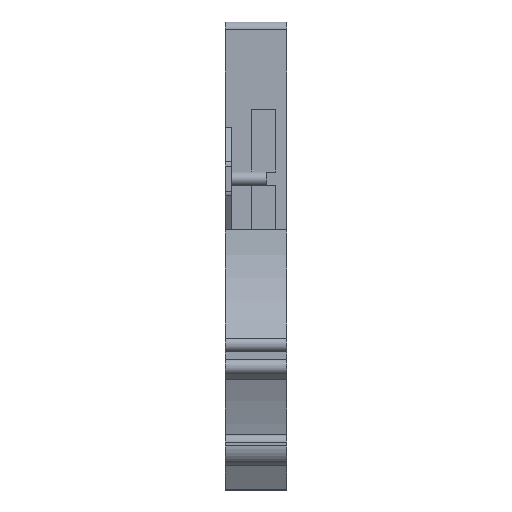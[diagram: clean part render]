
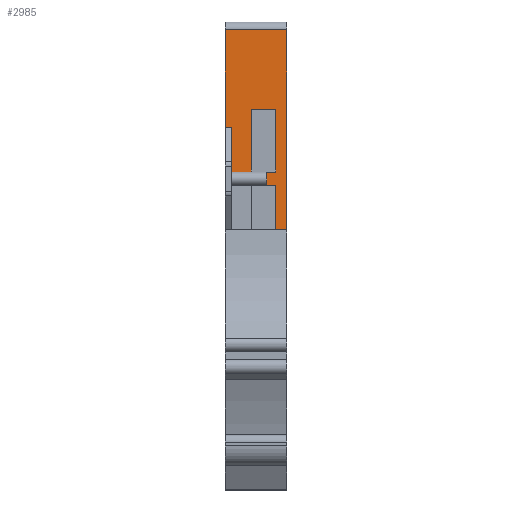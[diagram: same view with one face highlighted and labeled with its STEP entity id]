
A CAD part, front view. The second image highlights one B-rep face of the part: STEP entity #2985.
In plain terms, the highlighted planar face has unit normal (0, -1, 0).
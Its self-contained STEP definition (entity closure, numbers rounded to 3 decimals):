
#2893=AXIS2_PLACEMENT_3D('Plane Axis2P3D',#2890,#2891,#2892) ;
#541=CARTESIAN_POINT('Vertex',(0.,9.5,35.82)) ;
#544=CARTESIAN_POINT('Line Origine',(0.,9.5,40.66)) ;
#548=CARTESIAN_POINT('Vertex',(0.,9.5,45.5)) ;
#2121=CARTESIAN_POINT('Vertex',(6.1,9.5,45.5)) ;
#2124=CARTESIAN_POINT('Line Origine',(6.1,9.5,40.66)) ;
#2128=CARTESIAN_POINT('Vertex',(6.1,9.5,35.82)) ;
#2131=CARTESIAN_POINT('Line Origine',(6.1,9.5,30.76)) ;
#2135=CARTESIAN_POINT('Vertex',(6.1,9.5,25.701)) ;
#2871=CARTESIAN_POINT('Line Origine',(0.31,9.5,35.82)) ;
#2875=CARTESIAN_POINT('Vertex',(0.62,9.5,35.82)) ;
#2890=CARTESIAN_POINT('Axis2P3D Location',(0.,9.5,35.82)) ;
#2895=CARTESIAN_POINT('Line Origine',(5.55,9.5,25.701)) ;
#2899=CARTESIAN_POINT('Vertex',(5.,9.5,25.701)) ;
#2902=CARTESIAN_POINT('Line Origine',(3.05,9.5,45.5)) ;
#2907=CARTESIAN_POINT('Line Origine',(0.62,9.5,33.623)) ;
#2911=CARTESIAN_POINT('Vertex',(0.62,9.5,31.425)) ;
#2914=CARTESIAN_POINT('Line Origine',(1.61,9.5,31.425)) ;
#2918=CARTESIAN_POINT('Vertex',(2.6,9.5,31.425)) ;
#2921=CARTESIAN_POINT('Line Origine',(2.6,9.5,34.525)) ;
#2925=CARTESIAN_POINT('Vertex',(2.6,9.5,37.625)) ;
#2928=CARTESIAN_POINT('Line Origine',(3.8,9.5,37.625)) ;
#2932=CARTESIAN_POINT('Vertex',(5.,9.5,37.625)) ;
#2935=CARTESIAN_POINT('Line Origine',(5.,9.5,34.525)) ;
#2939=CARTESIAN_POINT('Vertex',(5.,9.5,31.425)) ;
#2942=CARTESIAN_POINT('Line Origine',(4.55,9.5,31.425)) ;
#2946=CARTESIAN_POINT('Vertex',(4.1,9.5,31.425)) ;
#2949=CARTESIAN_POINT('Line Origine',(4.1,9.5,30.75)) ;
#2953=CARTESIAN_POINT('Vertex',(4.1,9.5,30.075)) ;
#2956=CARTESIAN_POINT('Line Origine',(4.55,9.5,30.075)) ;
#2960=CARTESIAN_POINT('Vertex',(5.,9.5,30.075)) ;
#2963=CARTESIAN_POINT('Line Origine',(5.,9.5,27.888)) ;
#545=DIRECTION('Vector Direction',(0.,0.,1.)) ;
#2125=DIRECTION('Vector Direction',(0.,0.,1.)) ;
#2132=DIRECTION('Vector Direction',(0.,0.,1.)) ;
#2872=DIRECTION('Vector Direction',(-1.,0.,0.)) ;
#2891=DIRECTION('Axis2P3D Direction',(0.,-1.,0.)) ;
#2892=DIRECTION('Axis2P3D XDirection',(0.,0.,1.)) ;
#2896=DIRECTION('Vector Direction',(1.,0.,0.)) ;
#2903=DIRECTION('Vector Direction',(-1.,0.,0.)) ;
#2908=DIRECTION('Vector Direction',(0.,0.,1.)) ;
#2915=DIRECTION('Vector Direction',(-1.,0.,0.)) ;
#2922=DIRECTION('Vector Direction',(0.,0.,1.)) ;
#2929=DIRECTION('Vector Direction',(1.,0.,0.)) ;
#2936=DIRECTION('Vector Direction',(0.,0.,-1.)) ;
#2943=DIRECTION('Vector Direction',(-1.,0.,0.)) ;
#2950=DIRECTION('Vector Direction',(0.,0.,-1.)) ;
#2957=DIRECTION('Vector Direction',(-1.,0.,0.)) ;
#2964=DIRECTION('Vector Direction',(0.,0.,1.)) ;
#546=VECTOR('Line Direction',#545,1.) ;
#2126=VECTOR('Line Direction',#2125,1.) ;
#2133=VECTOR('Line Direction',#2132,1.) ;
#2873=VECTOR('Line Direction',#2872,1.) ;
#2897=VECTOR('Line Direction',#2896,1.) ;
#2904=VECTOR('Line Direction',#2903,1.) ;
#2909=VECTOR('Line Direction',#2908,1.) ;
#2916=VECTOR('Line Direction',#2915,1.) ;
#2923=VECTOR('Line Direction',#2922,1.) ;
#2930=VECTOR('Line Direction',#2929,1.) ;
#2937=VECTOR('Line Direction',#2936,1.) ;
#2944=VECTOR('Line Direction',#2943,1.) ;
#2951=VECTOR('Line Direction',#2950,1.) ;
#2958=VECTOR('Line Direction',#2957,1.) ;
#2965=VECTOR('Line Direction',#2964,1.) ;
#2969=ORIENTED_EDGE('',*,*,#2901,.T.) ;
#2970=ORIENTED_EDGE('',*,*,#2137,.F.) ;
#2971=ORIENTED_EDGE('',*,*,#2130,.T.) ;
#2972=ORIENTED_EDGE('',*,*,#2906,.T.) ;
#2973=ORIENTED_EDGE('',*,*,#550,.F.) ;
#2974=ORIENTED_EDGE('',*,*,#2877,.F.) ;
#2975=ORIENTED_EDGE('',*,*,#2913,.T.) ;
#2976=ORIENTED_EDGE('',*,*,#2920,.F.) ;
#2977=ORIENTED_EDGE('',*,*,#2927,.F.) ;
#2978=ORIENTED_EDGE('',*,*,#2934,.F.) ;
#2979=ORIENTED_EDGE('',*,*,#2941,.F.) ;
#2980=ORIENTED_EDGE('',*,*,#2948,.F.) ;
#2981=ORIENTED_EDGE('',*,*,#2955,.T.) ;
#2982=ORIENTED_EDGE('',*,*,#2962,.F.) ;
#2983=ORIENTED_EDGE('',*,*,#2967,.F.) ;
#2985=ADVANCED_FACE('WNT4',(#2984),#2894,.T.) ;
#550=EDGE_CURVE('',#542,#549,#547,.T.) ;
#2130=EDGE_CURVE('',#2129,#2122,#2127,.T.) ;
#2137=EDGE_CURVE('',#2129,#2136,#2134,.F.) ;
#2877=EDGE_CURVE('',#2876,#542,#2874,.T.) ;
#2901=EDGE_CURVE('',#2900,#2136,#2898,.T.) ;
#2906=EDGE_CURVE('',#2122,#549,#2905,.T.) ;
#2913=EDGE_CURVE('',#2876,#2912,#2910,.F.) ;
#2920=EDGE_CURVE('',#2919,#2912,#2917,.T.) ;
#2927=EDGE_CURVE('',#2926,#2919,#2924,.F.) ;
#2934=EDGE_CURVE('',#2933,#2926,#2931,.F.) ;
#2941=EDGE_CURVE('',#2940,#2933,#2938,.F.) ;
#2948=EDGE_CURVE('',#2947,#2940,#2945,.F.) ;
#2955=EDGE_CURVE('',#2947,#2954,#2952,.T.) ;
#2962=EDGE_CURVE('',#2961,#2954,#2959,.T.) ;
#2967=EDGE_CURVE('',#2900,#2961,#2966,.T.) ;
#2968=EDGE_LOOP('',(#2969,#2970,#2971,#2972,#2973,#2974,#2975,#2976,#2977,#2978,#2979,#2980,#2981,#2982,#2983)) ;
#2984=FACE_OUTER_BOUND('',#2968,.T.) ;
#547=LINE('Line',#544,#546) ;
#2127=LINE('Line',#2124,#2126) ;
#2134=LINE('Line',#2131,#2133) ;
#2874=LINE('Line',#2871,#2873) ;
#2898=LINE('Line',#2895,#2897) ;
#2905=LINE('Line',#2902,#2904) ;
#2910=LINE('Line',#2907,#2909) ;
#2917=LINE('Line',#2914,#2916) ;
#2924=LINE('Line',#2921,#2923) ;
#2931=LINE('Line',#2928,#2930) ;
#2938=LINE('Line',#2935,#2937) ;
#2945=LINE('Line',#2942,#2944) ;
#2952=LINE('Line',#2949,#2951) ;
#2959=LINE('Line',#2956,#2958) ;
#2966=LINE('Line',#2963,#2965) ;
#2894=PLANE('',#2893) ;
#542=VERTEX_POINT('',#541) ;
#549=VERTEX_POINT('',#548) ;
#2122=VERTEX_POINT('',#2121) ;
#2129=VERTEX_POINT('',#2128) ;
#2136=VERTEX_POINT('',#2135) ;
#2876=VERTEX_POINT('',#2875) ;
#2900=VERTEX_POINT('',#2899) ;
#2912=VERTEX_POINT('',#2911) ;
#2919=VERTEX_POINT('',#2918) ;
#2926=VERTEX_POINT('',#2925) ;
#2933=VERTEX_POINT('',#2932) ;
#2940=VERTEX_POINT('',#2939) ;
#2947=VERTEX_POINT('',#2946) ;
#2954=VERTEX_POINT('',#2953) ;
#2961=VERTEX_POINT('',#2960) ;
